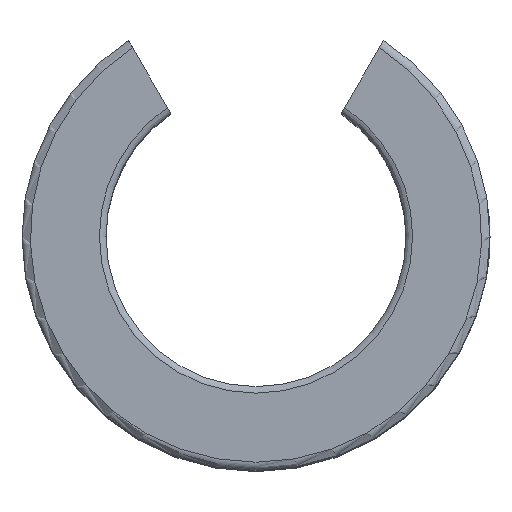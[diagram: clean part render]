
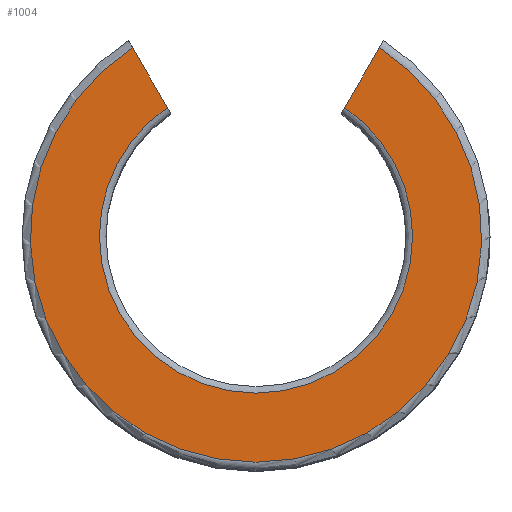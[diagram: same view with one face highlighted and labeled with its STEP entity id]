
A CAD part, top view. The second image highlights one B-rep face of the part: STEP entity #1004.
In plain terms, the highlighted planar face has unit normal (0, 0, 1).
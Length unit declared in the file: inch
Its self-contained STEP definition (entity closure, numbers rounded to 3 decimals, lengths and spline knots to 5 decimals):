
#71 = EDGE_CURVE ( 'NONE', #625, #1116, #1903, .T. ) ;
#170 = AXIS2_PLACEMENT_3D ( 'NONE', #499, #961, #1906 ) ;
#187 = ORIENTED_EDGE ( 'NONE', *, *, #387, .F. ) ;
#233 = DIRECTION ( 'NONE',  ( 0., 0., -1. ) ) ;
#282 = DIRECTION ( 'NONE',  ( 0.5, 0.866, 0. ) ) ;
#283 = ORIENTED_EDGE ( 'NONE', *, *, #1517, .F. ) ;
#325 = VERTEX_POINT ( 'NONE', #1800 ) ;
#387 = EDGE_CURVE ( 'NONE', #943, #1116, #1182, .T. ) ;
#499 = CARTESIAN_POINT ( 'NONE',  ( 0., 0., 1.12125 ) ) ;
#510 = EDGE_LOOP ( 'NONE', ( #283, #1249, #818, #2723, #2365, #187 ) ) ;
#594 = AXIS2_PLACEMENT_3D ( 'NONE', #662, #233, #1627 ) ;
#625 = VERTEX_POINT ( 'NONE', #2923 ) ;
#662 = CARTESIAN_POINT ( 'NONE',  ( 0., 0.75302, 1.12125 ) ) ;
#692 = CARTESIAN_POINT ( 'NONE',  ( -0.28525, 0.41141, 1.12125 ) ) ;
#694 = CIRCLE ( 'NONE', #2230, 0.5225 ) ;
#705 = DIRECTION ( 'NONE',  ( 0.5, -0.866, 0. ) ) ;
#719 = CARTESIAN_POINT ( 'NONE',  ( 0.5225, 0., 1.12125 ) ) ;
#747 = CARTESIAN_POINT ( 'NONE',  ( 0., 0., 1.12125 ) ) ;
#757 = CARTESIAN_POINT ( 'NONE',  ( 0.51682, 0.8125, 1.12125 ) ) ;
#818 = ORIENTED_EDGE ( 'NONE', *, *, #1955, .T. ) ;
#842 = CIRCLE ( 'NONE', #1990, 0.5225 ) ;
#943 = VERTEX_POINT ( 'NONE', #1748 ) ;
#961 = DIRECTION ( 'NONE',  ( 0., 0., -1. ) ) ;
#1004 = ADVANCED_FACE ( 'NONE', ( #1331 ), #2774, .F. ) ;
#1116 = VERTEX_POINT ( 'NONE', #1804 ) ;
#1182 = LINE ( 'NONE', #692, #2263 ) ;
#1204 = DIRECTION ( 'NONE',  ( 0., 0., -1. ) ) ;
#1249 = ORIENTED_EDGE ( 'NONE', *, *, #2317, .F. ) ;
#1331 = FACE_OUTER_BOUND ( 'NONE', #510, .T. ) ;
#1453 = CIRCLE ( 'NONE', #170, 0.75302 ) ;
#1517 = EDGE_CURVE ( 'NONE', #1636, #943, #1453, .T. ) ;
#1627 = DIRECTION ( 'NONE',  ( 0., 1., 0. ) ) ;
#1636 = VERTEX_POINT ( 'NONE', #1891 ) ;
#1658 = LINE ( 'NONE', #757, #2426 ) ;
#1748 = CARTESIAN_POINT ( 'NONE',  ( -0.41174, 0.63049, 1.12125 ) ) ;
#1800 = CARTESIAN_POINT ( 'NONE',  ( 0.29622, 0.43042, 1.12125 ) ) ;
#1804 = CARTESIAN_POINT ( 'NONE',  ( -0.29622, 0.43042, 1.12125 ) ) ;
#1891 = CARTESIAN_POINT ( 'NONE',  ( 0.41174, 0.63049, 1.12125 ) ) ;
#1903 = CIRCLE ( 'NONE', #2688, 0.5225 ) ;
#1906 = DIRECTION ( 'NONE',  ( 0., 1., 0. ) ) ;
#1914 = EDGE_CURVE ( 'NONE', #2379, #625, #842, .T. ) ;
#1955 = EDGE_CURVE ( 'NONE', #325, #2379, #694, .T. ) ;
#1990 = AXIS2_PLACEMENT_3D ( 'NONE', #747, #1204, #2854 ) ;
#2092 = CARTESIAN_POINT ( 'NONE',  ( 0., 0., 1.12125 ) ) ;
#2230 = AXIS2_PLACEMENT_3D ( 'NONE', #2839, #2580, #2809 ) ;
#2263 = VECTOR ( 'NONE', #705, 39.37008 ) ;
#2317 = EDGE_CURVE ( 'NONE', #325, #1636, #1658, .T. ) ;
#2328 = DIRECTION ( 'NONE',  ( 0., 0., -1. ) ) ;
#2365 = ORIENTED_EDGE ( 'NONE', *, *, #71, .T. ) ;
#2379 = VERTEX_POINT ( 'NONE', #719 ) ;
#2426 = VECTOR ( 'NONE', #282, 39.37008 ) ;
#2580 = DIRECTION ( 'NONE',  ( 0., 0., -1. ) ) ;
#2688 = AXIS2_PLACEMENT_3D ( 'NONE', #2092, #2328, #2757 ) ;
#2723 = ORIENTED_EDGE ( 'NONE', *, *, #1914, .T. ) ;
#2757 = DIRECTION ( 'NONE',  ( 0., -1., 0. ) ) ;
#2774 = PLANE ( 'NONE',  #594 ) ;
#2809 = DIRECTION ( 'NONE',  ( 0., -1., 0. ) ) ;
#2839 = CARTESIAN_POINT ( 'NONE',  ( 0., 0., 1.12125 ) ) ;
#2854 = DIRECTION ( 'NONE',  ( 0., -1., 0. ) ) ;
#2923 = CARTESIAN_POINT ( 'NONE',  ( -0.5225, 0., 1.12125 ) ) ;
